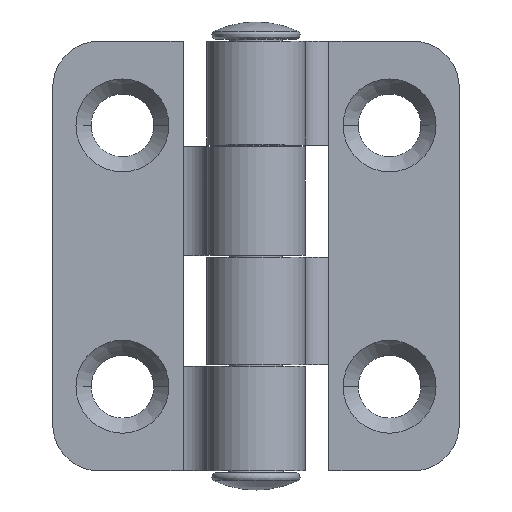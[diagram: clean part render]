
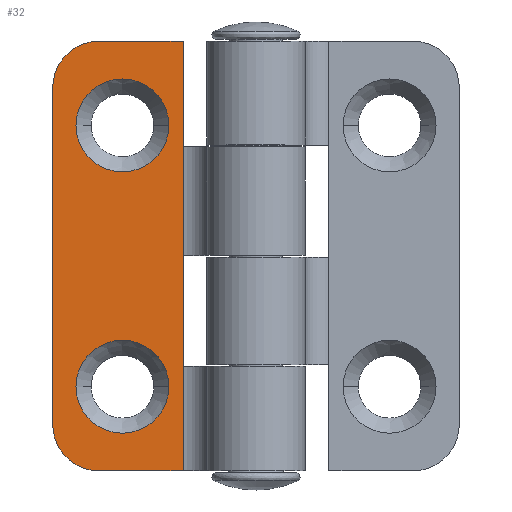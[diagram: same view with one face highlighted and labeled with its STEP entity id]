
A CAD part, top view. The second image highlights one B-rep face of the part: STEP entity #32.
In plain terms, the highlighted planar face has unit normal (0, 0, 1).
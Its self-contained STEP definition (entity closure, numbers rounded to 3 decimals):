
#20=FACE_BOUND('',#193,.T.);
#21=FACE_BOUND('',#194,.T.);
#32=ADVANCED_FACE('',(#112,#20,#21),#1277,.T.);
#112=FACE_OUTER_BOUND('',#192,.T.);
#192=EDGE_LOOP('',(#296,#297,#298,#299,#300,#301,#302));
#193=EDGE_LOOP('',(#303,#304));
#194=EDGE_LOOP('',(#305,#306));
#296=ORIENTED_EDGE('',*,*,#678,.F.);
#297=ORIENTED_EDGE('',*,*,#673,.F.);
#298=ORIENTED_EDGE('',*,*,#675,.F.);
#299=ORIENTED_EDGE('',*,*,#676,.T.);
#300=ORIENTED_EDGE('',*,*,#722,.T.);
#301=ORIENTED_EDGE('',*,*,#677,.T.);
#302=ORIENTED_EDGE('',*,*,#724,.T.);
#303=ORIENTED_EDGE('',*,*,#712,.T.);
#304=ORIENTED_EDGE('',*,*,#728,.T.);
#305=ORIENTED_EDGE('',*,*,#733,.F.);
#306=ORIENTED_EDGE('',*,*,#717,.F.);
#673=EDGE_CURVE('',#1145,#1142,#920,.T.);
#675=EDGE_CURVE('',#1148,#1145,#921,.T.);
#676=EDGE_CURVE('',#1148,#1167,#856,.T.);
#677=EDGE_CURVE('',#1169,#1168,#857,.T.);
#678=EDGE_CURVE('',#1142,#1170,#858,.T.);
#712=EDGE_CURVE('',#1162,#1175,#973,.T.);
#717=EDGE_CURVE('',#1165,#1178,#976,.T.);
#722=EDGE_CURVE('',#1167,#1169,#978,.T.);
#724=EDGE_CURVE('',#1168,#1170,#980,.T.);
#728=EDGE_CURVE('',#1175,#1162,#983,.T.);
#733=EDGE_CURVE('',#1178,#1165,#986,.T.);
#856=B_SPLINE_CURVE_WITH_KNOTS('',1,(#1993,#1994),.UNSPECIFIED.,.F.,.F.,
(2,2),(25.672,32.9),.UNSPECIFIED.);
#857=B_SPLINE_CURVE_WITH_KNOTS('',1,(#1995,#1996),.UNSPECIFIED.,.F.,.F.,
(2,2),(4.,33.),.UNSPECIFIED.);
#858=B_SPLINE_CURVE_WITH_KNOTS('',1,(#1997,#1998),.UNSPECIFIED.,.F.,.F.,
(2,2),(25.672,32.9),.UNSPECIFIED.);
#920=(
BOUNDED_CURVE()
B_SPLINE_CURVE(1,(#1987,#1988),.UNSPECIFIED.,.F.,.F.)
B_SPLINE_CURVE_WITH_KNOTS((2,2),(9.1,37.),.UNSPECIFIED.)
CURVE()
GEOMETRIC_REPRESENTATION_ITEM()
RATIONAL_B_SPLINE_CURVE((1.,1.))
REPRESENTATION_ITEM('')
);
#921=(
BOUNDED_CURVE()
B_SPLINE_CURVE(1,(#1991,#1992),.UNSPECIFIED.,.F.,.F.)
B_SPLINE_CURVE_WITH_KNOTS((2,2),(0.,9.1),.UNSPECIFIED.)
CURVE()
GEOMETRIC_REPRESENTATION_ITEM()
RATIONAL_B_SPLINE_CURVE((1.,1.))
REPRESENTATION_ITEM('')
);
#973=TRIMMED_CURVE($,#1061,(#2080),(#2081),.T.,.CARTESIAN.);
#976=TRIMMED_CURVE($,#1064,(#2095),(#2096),.T.,.CARTESIAN.);
#978=TRIMMED_CURVE($,#1066,(#2107),(#2108),.T.,.CARTESIAN.);
#980=TRIMMED_CURVE($,#1068,(#2113),(#2114),.T.,.CARTESIAN.);
#983=TRIMMED_CURVE($,#1071,(#2126),(#2127),.T.,.CARTESIAN.);
#986=TRIMMED_CURVE($,#1074,(#2141),(#2142),.T.,.CARTESIAN.);
#1061=CIRCLE('',#1462,4.);
#1064=CIRCLE('',#1465,4.);
#1066=CIRCLE('',#1467,4.);
#1068=CIRCLE('',#1469,4.);
#1071=CIRCLE('',#1472,4.);
#1074=CIRCLE('',#1475,4.);
#1142=VERTEX_POINT('',#1917);
#1145=VERTEX_POINT('',#1920);
#1148=VERTEX_POINT('',#1923);
#1162=VERTEX_POINT('',#1937);
#1165=VERTEX_POINT('',#1940);
#1167=VERTEX_POINT('',#1942);
#1168=VERTEX_POINT('',#1943);
#1169=VERTEX_POINT('',#1944);
#1170=VERTEX_POINT('',#1945);
#1175=VERTEX_POINT('',#1950);
#1178=VERTEX_POINT('',#1953);
#1277=PLANE('',#1424);
#1424=AXIS2_PLACEMENT_3D('',#1806,#1571,$);
#1462=AXIS2_PLACEMENT_3D($,#2079,#1626,#1627);
#1465=AXIS2_PLACEMENT_3D($,#2094,#1632,#1633);
#1467=AXIS2_PLACEMENT_3D($,#2106,#1636,#1637);
#1469=AXIS2_PLACEMENT_3D($,#2112,#1640,#1641);
#1472=AXIS2_PLACEMENT_3D($,#2125,#1646,#1647);
#1475=AXIS2_PLACEMENT_3D($,#2140,#1652,#1653);
#1571=DIRECTION('',(0.,0.,1.));
#1626=DIRECTION('',(0.,0.,-1.));
#1627=DIRECTION('',(1.,0.,0.));
#1632=DIRECTION('',(0.,0.,1.));
#1633=DIRECTION('',(1.,0.,0.));
#1636=DIRECTION('',(0.,0.,1.));
#1637=DIRECTION('',(0.,1.,0.));
#1640=DIRECTION('',(0.,0.,1.));
#1641=DIRECTION('',(-1.,0.,0.));
#1646=DIRECTION('',(0.,0.,-1.));
#1647=DIRECTION('',(-1.,0.,0.));
#1652=DIRECTION('',(0.,0.,1.));
#1653=DIRECTION('',(-1.,0.,0.));
#1806=CARTESIAN_POINT('',(-0.435,0.,3.167));
#1917=CARTESIAN_POINT('',(-0.435,-37.,3.167));
#1920=CARTESIAN_POINT('',(-0.435,-9.1,3.167));
#1923=CARTESIAN_POINT('',(-0.435,0.,3.167));
#1937=CARTESIAN_POINT('',(-1.663,-7.25,3.167));
#1940=CARTESIAN_POINT('',(-1.663,-29.75,3.167));
#1942=CARTESIAN_POINT('',(-7.663,0.,3.167));
#1943=CARTESIAN_POINT('',(-11.663,-33.,3.167));
#1944=CARTESIAN_POINT('',(-11.663,-4.,3.167));
#1945=CARTESIAN_POINT('',(-7.663,-37.,3.167));
#1950=CARTESIAN_POINT('',(-9.663,-7.25,3.167));
#1953=CARTESIAN_POINT('',(-9.663,-29.75,3.167));
#1987=CARTESIAN_POINT('',(-0.435,-9.1,3.167));
#1988=CARTESIAN_POINT('',(-0.435,-37.,3.167));
#1991=CARTESIAN_POINT('',(-0.435,0.,3.167));
#1992=CARTESIAN_POINT('',(-0.435,-9.1,3.167));
#1993=CARTESIAN_POINT('',(-0.435,0.,3.167));
#1994=CARTESIAN_POINT('',(-7.663,0.,3.167));
#1995=CARTESIAN_POINT('',(-11.663,-4.,3.167));
#1996=CARTESIAN_POINT('',(-11.663,-33.,3.167));
#1997=CARTESIAN_POINT('',(-0.435,-37.,3.167));
#1998=CARTESIAN_POINT('',(-7.663,-37.,3.167));
#2079=CARTESIAN_POINT('',(-5.663,-7.25,3.167));
#2080=CARTESIAN_POINT('',(-1.663,-7.25,3.167));
#2081=CARTESIAN_POINT('',(-9.663,-7.25,3.167));
#2094=CARTESIAN_POINT('',(-5.663,-29.75,3.167));
#2095=CARTESIAN_POINT('',(-1.663,-29.75,3.167));
#2096=CARTESIAN_POINT('',(-9.663,-29.75,3.167));
#2106=CARTESIAN_POINT('',(-7.663,-4.,3.167));
#2107=CARTESIAN_POINT('',(-7.663,0.,3.167));
#2108=CARTESIAN_POINT('',(-11.663,-4.,3.167));
#2112=CARTESIAN_POINT('',(-7.663,-33.,3.167));
#2113=CARTESIAN_POINT('',(-11.663,-33.,3.167));
#2114=CARTESIAN_POINT('',(-7.663,-37.,3.167));
#2125=CARTESIAN_POINT('',(-5.663,-7.25,3.167));
#2126=CARTESIAN_POINT('',(-9.663,-7.25,3.167));
#2127=CARTESIAN_POINT('',(-1.663,-7.25,3.167));
#2140=CARTESIAN_POINT('',(-5.663,-29.75,3.167));
#2141=CARTESIAN_POINT('',(-9.663,-29.75,3.167));
#2142=CARTESIAN_POINT('',(-1.663,-29.75,3.167));
